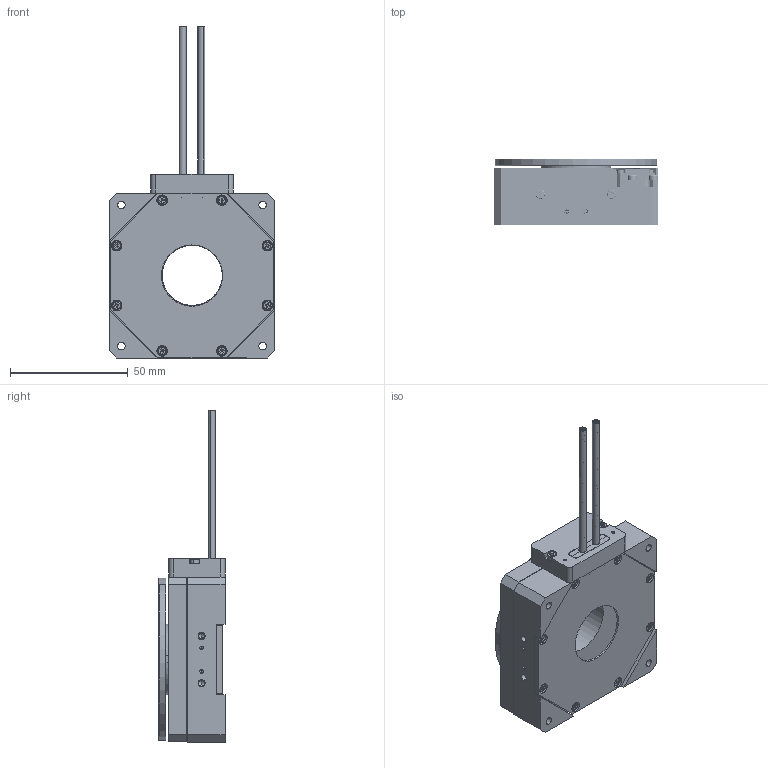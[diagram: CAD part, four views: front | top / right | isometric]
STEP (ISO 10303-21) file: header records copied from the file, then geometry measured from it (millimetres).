
FILE_DESCRIPTION (( 'STEP AP214' ), '1' );
FILE_NAME ('PR-70-515XX.STEP', '2026-01-12T15:52:59', ( '' ), ( '' ), 'SwSTEP 2.0', 'SolidWorks 2023', '' );
FILE_SCHEMA (( 'AUTOMOTIVE_DESIGN' ));
Length unit declared in the file: millimetre
Products named in the file (20): SCREW, SHCS-S, M-DIN_M2 x 0.4 x 10mm; SCREW, SHCS-S, M-DIN_M1.6 x 0.35 x 04mm; SCREW, MS-PPH, M-JCIS_M2.5 x 0.45 x 6mm; 431911 Torque Motor Bracket, PR-70_Rev C; SCREW, SHCS-S, M-DIN_M2 x 0.4 x 06mm; SCREW, SHCS-S, M-DIN_M2 x 0.4 x 08mm; 432048 Connector Housing Plug Bottom, PR-70; SCREW, SHCS-S, M-DIN_M2 x 0.4 x 05mm; SCREW, SHCS-S, M-DIN_M1.6 x 0.35 x 05mm; 431910 Carriage, PR-70_431910-MOD1 Custom M3 Threaded Holes; 431906 Base Bottom, PR-70_Rev B; 431915 Absolute Encoder Bracket, PR-70_version 2; 431528 - DEMO Encoder Head Enclosure, Optical Absolute 8x13; 431907 Base Top, PR-70_Rev C; PR-70 Demo Rotor; PR-70-515XX; 432047 Connector Housing Plug Top, PR-70; 431913 Connector Bracket, PR-70_widened; 3.0 Black Cable_L80; SCREW, MS-PPH, M-JCIS_M1.6 x 0.35 x 6mm
Assembly tree (44 placements, depth 2):
  PR-70-515XX
    431906 Base Bottom, PR-70_Rev B
    431907 Base Top, PR-70_Rev C
    SCREW, SHCS-S, M-DIN_M2 x 0.4 x 05mm
    SCREW, SHCS-S, M-DIN_M2 x 0.4 x 10mm  x7
    PR-70 Demo Rotor
    431911 Torque Motor Bracket, PR-70_Rev C
    431910 Carriage, PR-70_431910-MOD1 Custom M3 Threaded Holes
    SCREW, MS-PPH, M-JCIS_M1.6 x 0.35 x 6mm  x6
    SCREW, SHCS-S, M-DIN_M2 x 0.4 x 06mm  x2
    431915 Absolute Encoder Bracket, PR-70_version 2
    SCREW, SHCS-S, M-DIN_M1.6 x 0.35 x 04mm  x5
    SCREW, SHCS-S, M-DIN_M1.6 x 0.35 x 05mm
    SCREW, SHCS-S, M-DIN_M2 x 0.4 x 08mm  x2
    431913 Connector Bracket, PR-70_widened
    SCREW, MS-PPH, M-JCIS_M2.5 x 0.45 x 6mm  x8
    431528 - DEMO Encoder Head Enclosure, Optical Absolute 8x13
    3.0 Black Cable_L80  x2
    432047 Connector Housing Plug Top, PR-70
    432048 Connector Housing Plug Bottom, PR-70
Bounding box: 70 x 28.1 x 140.99 mm (x, y, z)
Volume: 76842.4 mm3; surface area: 59599.2 mm2
Topology: 70 solids, 70 shells, 1690 faces, 3897 edges, 2411 vertices
Faces by surface type: plane 732, cylinder 533, torus 234, cone 143, bspline 48
Entity records: 56470 total; most frequent: CARTESIAN_POINT 31839, DIRECTION 5021, ORIENTED_EDGE 4370, EDGE_CURVE 2185, AXIS2_PLACEMENT_3D 1954, VERTEX_POINT 1403, EDGE_LOOP 1158, VECTOR 1113
